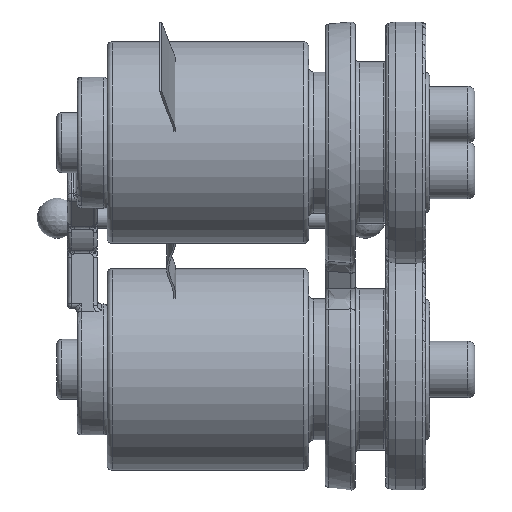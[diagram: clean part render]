
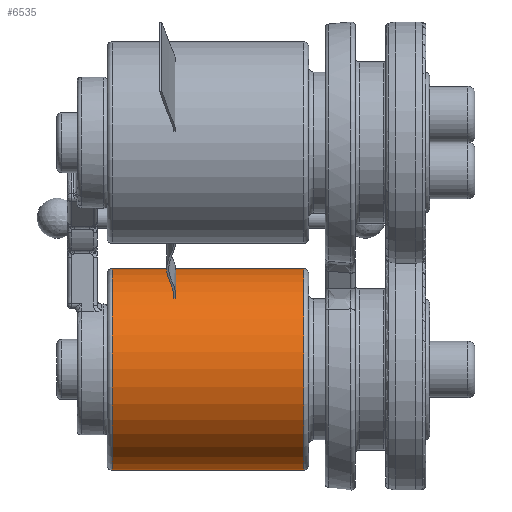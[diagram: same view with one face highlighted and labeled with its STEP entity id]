
A CAD part, left-side view. The second image highlights one B-rep face of the part: STEP entity #6535.
In plain terms, the highlighted cylindrical face has radius 5 mm (diameter 10 mm), a full revolution.
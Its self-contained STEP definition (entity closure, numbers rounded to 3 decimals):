
#904=LINE('',#9359,#1070);
#1070=VECTOR('',#7820,5.);
#1236=CYLINDRICAL_SURFACE('',#7091,5.);
#1330=FACE_OUTER_BOUND('',#1781,.T.);
#1781=EDGE_LOOP('',(#4374,#4375,#4376,#4377,#4378,#4379));
#2268=CIRCLE('',#7088,5.);
#2270=CIRCLE('',#7090,5.);
#2271=CIRCLE('',#7092,5.);
#2272=CIRCLE('',#7093,5.);
#2658=VERTEX_POINT('',#9350);
#2659=VERTEX_POINT('',#9351);
#2660=VERTEX_POINT('',#9356);
#2661=VERTEX_POINT('',#9357);
#3303=EDGE_CURVE('',#2658,#2659,#2268,.T.);
#3305=EDGE_CURVE('',#2659,#2658,#2270,.T.);
#3306=EDGE_CURVE('',#2660,#2661,#2271,.T.);
#3307=EDGE_CURVE('',#2660,#2658,#904,.T.);
#3308=EDGE_CURVE('',#2661,#2660,#2272,.T.);
#4374=ORIENTED_EDGE('',*,*,#3306,.F.);
#4375=ORIENTED_EDGE('',*,*,#3307,.T.);
#4376=ORIENTED_EDGE('',*,*,#3305,.F.);
#4377=ORIENTED_EDGE('',*,*,#3303,.F.);
#4378=ORIENTED_EDGE('',*,*,#3307,.F.);
#4379=ORIENTED_EDGE('',*,*,#3308,.F.);
#6535=ADVANCED_FACE('',(#1330),#1236,.T.);
#7088=AXIS2_PLACEMENT_3D('',#9352,#7810,#7811);
#7090=AXIS2_PLACEMENT_3D('',#9354,#7814,#7815);
#7091=AXIS2_PLACEMENT_3D('',#9355,#7816,#7817);
#7092=AXIS2_PLACEMENT_3D('',#9358,#7818,#7819);
#7093=AXIS2_PLACEMENT_3D('',#9360,#7821,#7822);
#7810=DIRECTION('center_axis',(0.,-1.,0.));
#7811=DIRECTION('ref_axis',(1.,0.,0.));
#7814=DIRECTION('center_axis',(0.,-1.,0.));
#7815=DIRECTION('ref_axis',(1.,0.,0.));
#7816=DIRECTION('center_axis',(0.,1.,0.));
#7817=DIRECTION('ref_axis',(1.,0.,0.));
#7818=DIRECTION('center_axis',(0.,1.,0.));
#7819=DIRECTION('ref_axis',(1.,0.,0.));
#7820=DIRECTION('',(0.,-1.,0.));
#7821=DIRECTION('center_axis',(0.,1.,0.));
#7822=DIRECTION('ref_axis',(1.,0.,0.));
#9350=CARTESIAN_POINT('',(-5.,0.25,0.));
#9351=CARTESIAN_POINT('',(0.,0.25,-5.));
#9352=CARTESIAN_POINT('Origin',(0.,0.25,0.));
#9354=CARTESIAN_POINT('Origin',(0.,0.25,0.));
#9355=CARTESIAN_POINT('Origin',(0.,0.,0.));
#9356=CARTESIAN_POINT('',(-5.,9.75,0.));
#9357=CARTESIAN_POINT('',(0.,9.75,-5.));
#9358=CARTESIAN_POINT('Origin',(0.,9.75,0.));
#9359=CARTESIAN_POINT('',(-5.,0.,0.));
#9360=CARTESIAN_POINT('Origin',(0.,9.75,0.));
